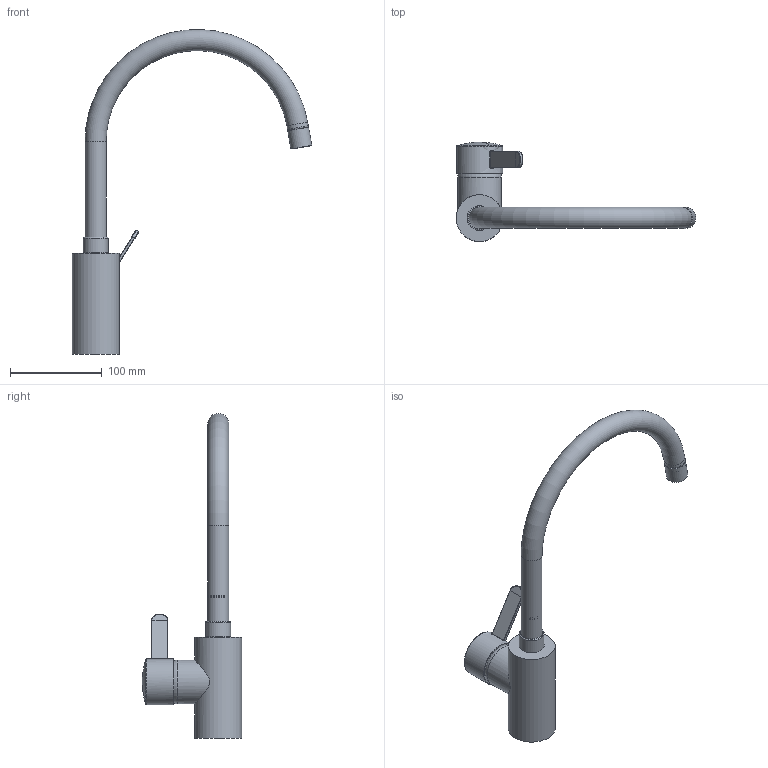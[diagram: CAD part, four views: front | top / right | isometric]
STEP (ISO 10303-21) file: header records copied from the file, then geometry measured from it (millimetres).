
FILE_DESCRIPTION(/* description */ ('Unknown'),/* implementation_level */ '2;1');
FILE_NAME(/* name */ '32845002',/* time_stamp */ '2022-09-08T17:08:53+02:00',/* author */ ('Unknown'),/* organization */ ('GROHE AG'),/* preprocessor_version */ 'ST-DEVELOPER v16.7',/* originating_system */ 'DEX',/* authorisation */ $);
FILE_SCHEMA (('AUTOMOTIVE_DESIGN {1 0 10303 214 3 1 1}'));
Length unit declared in the file: millimetre
Products named in the file (7): 32845002; face1; 32845002_0; 32845002_1; 32845002_2; 32845002_3
Assembly tree (6 placements, depth 2):
  32845002
    face1
    32845002
    32845002_0
    32845002_1
    32845002_2
    32845002_3
Bounding box: 260.65 x 108.05 x 353.45 mm (x, y, z)
Volume: 546902.8 mm3; surface area: 84822.8 mm2
Topology: 6 solids, 8 shells, 621 faces, 1841 edges, 1176 vertices
Faces by surface type: plane 492, cylinder 80, bspline 28, cone 14, torus 7
Full cylindrical faces by diameter (mm): 1.039 x1, 1.5 x1, 2.4 x1, 4.3 x1, 5.5 x1, 10.5 x1, 11.489 x1, 12.5 x2, 13 x1, 13.905 x1, 14 x1, 17 x1, 17.773 x1, 18 x1, 18.1 x1, 18.911 x1, 20 x1, 20.05 x1, 20.5 x1, 20.95 x1, 21 x1, 21.5 x2, 22 x1, 23 x3, 23.15 x1, 27 x1, 47.5 x1, 51 x1
Entity records: 22620 total; most frequent: CARTESIAN_POINT 5938, ORIENTED_EDGE 3536, DIRECTION 3355, EDGE_CURVE 1768, VERTEX_POINT 1158, AXIS2_PLACEMENT_3D 1147, LINE 1061, VECTOR 1061
